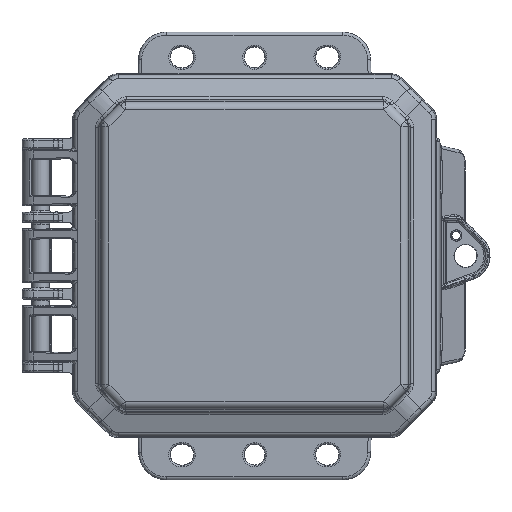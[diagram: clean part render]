
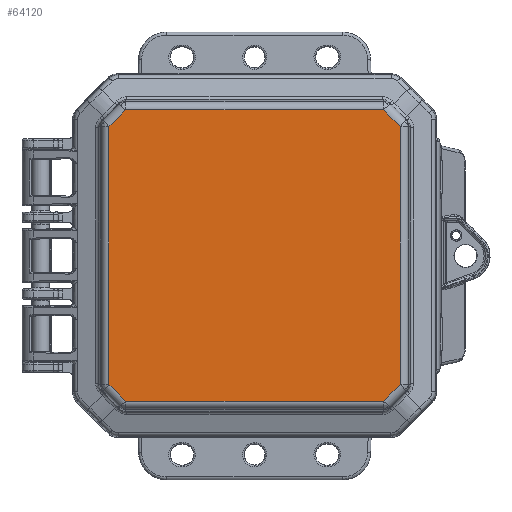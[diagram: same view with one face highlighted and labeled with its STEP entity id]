
A CAD part, top view. The second image highlights one B-rep face of the part: STEP entity #64120.
In plain terms, the highlighted planar face has unit normal (0, 0, 1).
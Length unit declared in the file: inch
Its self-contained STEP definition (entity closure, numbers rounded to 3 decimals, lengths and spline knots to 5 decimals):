
#45610=DIRECTION('',(0.,1.,0.));
#45611=VECTOR('',#45610,3.48931);
#45612=CARTESIAN_POINT('',(1.97069,-1.74465,
0.9));
#45613=LINE('',#45612,#45611);
#45614=DIRECTION('',(-0.707,-0.707,0.));
#45615=VECTOR('',#45614,0.31967);
#45616=CARTESIAN_POINT('',(1.97069,-1.74465,
0.9));
#45617=LINE('',#45616,#45615);
#45618=DIRECTION('',(1.,0.,0.));
#45619=VECTOR('',#45618,3.48931);
#45620=CARTESIAN_POINT('',(-1.74465,-1.97069,
0.9));
#45621=LINE('',#45620,#45619);
#45622=DIRECTION('',(-0.707,0.707,0.));
#45623=VECTOR('',#45622,0.31967);
#45624=CARTESIAN_POINT('',(-1.74465,-1.97069,
0.9));
#45625=LINE('',#45624,#45623);
#45626=DIRECTION('',(0.,-1.,0.));
#45627=VECTOR('',#45626,3.48931);
#45628=CARTESIAN_POINT('',(-1.97069,1.74465,
0.9));
#45629=LINE('',#45628,#45627);
#45630=DIRECTION('',(0.707,0.707,0.));
#45631=VECTOR('',#45630,0.31967);
#45632=CARTESIAN_POINT('',(-1.97069,1.74465,
0.9));
#45633=LINE('',#45632,#45631);
#45634=DIRECTION('',(-1.,0.,0.));
#45635=VECTOR('',#45634,3.48931);
#45636=CARTESIAN_POINT('',(1.74465,1.97069,
0.9));
#45637=LINE('',#45636,#45635);
#45638=DIRECTION('',(0.707,-0.707,0.));
#45639=VECTOR('',#45638,0.31967);
#45640=CARTESIAN_POINT('',(1.74465,1.97069,
0.9));
#45641=LINE('',#45640,#45639);
#52815=CARTESIAN_POINT('',(1.97069,-1.74465,
0.9));
#52816=CARTESIAN_POINT('',(1.9707,1.74465,
0.9));
#52817=VERTEX_POINT('',#52815);
#52818=VERTEX_POINT('',#52816);
#52819=CARTESIAN_POINT('',(1.74465,1.97069,
0.9));
#52820=CARTESIAN_POINT('',(-1.74465,1.9707,
0.9));
#52821=VERTEX_POINT('',#52819);
#52822=VERTEX_POINT('',#52820);
#52831=CARTESIAN_POINT('',(-1.97069,1.74465,
0.9));
#52832=CARTESIAN_POINT('',(-1.9707,-1.74465,
0.9));
#52833=VERTEX_POINT('',#52831);
#52834=VERTEX_POINT('',#52832);
#52839=CARTESIAN_POINT('',(-1.74465,-1.97069,
0.9));
#52840=CARTESIAN_POINT('',(1.74465,-1.9707,
0.9));
#52841=VERTEX_POINT('',#52839);
#52842=VERTEX_POINT('',#52840);
#64098=CARTESIAN_POINT('',(0.,0.,0.9));
#64099=DIRECTION('',(0.,0.,1.));
#64100=DIRECTION('',(1.,0.,0.));
#64101=AXIS2_PLACEMENT_3D('',#64098,#64099,#64100);
#64102=PLANE('',#64101);
#64104=ORIENTED_EDGE('',*,*,#64103,.F.);
#64106=ORIENTED_EDGE('',*,*,#64105,.T.);
#64108=ORIENTED_EDGE('',*,*,#64107,.F.);
#64110=ORIENTED_EDGE('',*,*,#64109,.T.);
#64112=ORIENTED_EDGE('',*,*,#64111,.F.);
#64114=ORIENTED_EDGE('',*,*,#64113,.T.);
#64115=ORIENTED_EDGE('',*,*,#64088,.F.);
#64117=ORIENTED_EDGE('',*,*,#64116,.T.);
#64118=EDGE_LOOP('',(#64104,#64106,#64108,#64110,#64112,#64114,#64115,#64117));
#64119=FACE_OUTER_BOUND('',#64118,.F.);
#64120=ADVANCED_FACE('',(#64119),#64102,.T.);
#64088=EDGE_CURVE('',#52821,#52822,#45637,.T.);
#64103=EDGE_CURVE('',#52817,#52818,#45613,.T.);
#64105=EDGE_CURVE('',#52817,#52842,#45617,.T.);
#64107=EDGE_CURVE('',#52841,#52842,#45621,.T.);
#64109=EDGE_CURVE('',#52841,#52834,#45625,.T.);
#64111=EDGE_CURVE('',#52833,#52834,#45629,.T.);
#64113=EDGE_CURVE('',#52833,#52822,#45633,.T.);
#64116=EDGE_CURVE('',#52821,#52818,#45641,.T.);
